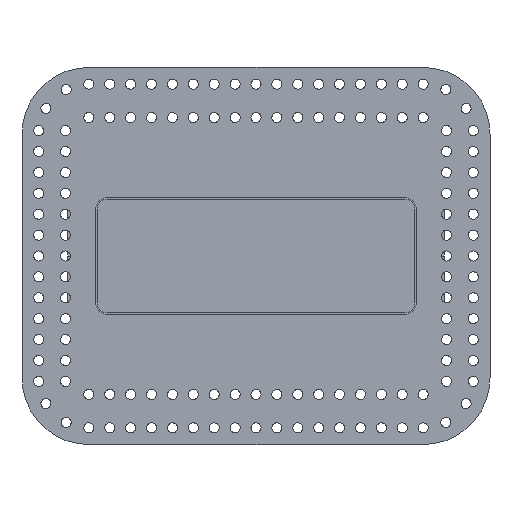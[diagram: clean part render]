
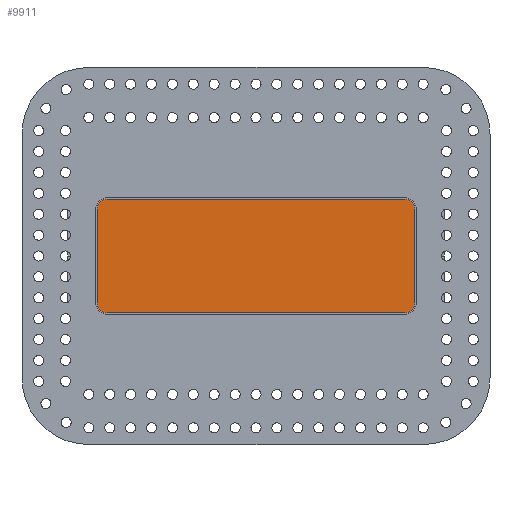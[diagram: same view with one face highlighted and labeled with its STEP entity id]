
A CAD part, front view. The second image highlights one B-rep face of the part: STEP entity #9911.
In plain terms, the highlighted planar face has unit normal (0, -1, 0).
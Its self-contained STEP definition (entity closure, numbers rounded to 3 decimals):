
#1467=LINE('',#16392,#2397);
#1468=LINE('',#16396,#2398);
#1469=LINE('',#16400,#2399);
#1470=LINE('',#16403,#2400);
#2397=VECTOR('',#13623,178.);
#2398=VECTOR('',#13626,56.);
#2399=VECTOR('',#13629,178.);
#2400=VECTOR('',#13632,56.);
#2895=FACE_OUTER_BOUND('',#3693,.T.);
#3693=EDGE_LOOP('',(#9105,#9106,#9107,#9108,#9109,#9110,#9111,#9112));
#4135=CIRCLE('',#10855,6.);
#4136=CIRCLE('',#10856,6.);
#4137=CIRCLE('',#10857,6.);
#4138=CIRCLE('',#10858,6.);
#5027=VERTEX_POINT('',#16388);
#5028=VERTEX_POINT('',#16389);
#5029=VERTEX_POINT('',#16391);
#5030=VERTEX_POINT('',#16393);
#5031=VERTEX_POINT('',#16395);
#5032=VERTEX_POINT('',#16397);
#5033=VERTEX_POINT('',#16399);
#5034=VERTEX_POINT('',#16401);
#6389=EDGE_CURVE('',#5027,#5028,#4135,.T.);
#6390=EDGE_CURVE('',#5028,#5029,#1467,.T.);
#6391=EDGE_CURVE('',#5029,#5030,#4136,.T.);
#6392=EDGE_CURVE('',#5030,#5031,#1468,.T.);
#6393=EDGE_CURVE('',#5031,#5032,#4137,.T.);
#6394=EDGE_CURVE('',#5032,#5033,#1469,.T.);
#6395=EDGE_CURVE('',#5033,#5034,#4138,.T.);
#6396=EDGE_CURVE('',#5034,#5027,#1470,.T.);
#9105=ORIENTED_EDGE('',*,*,#6389,.T.);
#9106=ORIENTED_EDGE('',*,*,#6390,.T.);
#9107=ORIENTED_EDGE('',*,*,#6391,.T.);
#9108=ORIENTED_EDGE('',*,*,#6392,.T.);
#9109=ORIENTED_EDGE('',*,*,#6393,.T.);
#9110=ORIENTED_EDGE('',*,*,#6394,.T.);
#9111=ORIENTED_EDGE('',*,*,#6395,.T.);
#9112=ORIENTED_EDGE('',*,*,#6396,.T.);
#9423=PLANE('',#10854);
#9911=ADVANCED_FACE('',(#2895),#9423,.T.);
#10854=AXIS2_PLACEMENT_3D('',#16387,#13619,#13620);
#10855=AXIS2_PLACEMENT_3D('',#16390,#13621,#13622);
#10856=AXIS2_PLACEMENT_3D('',#16394,#13624,#13625);
#10857=AXIS2_PLACEMENT_3D('',#16398,#13627,#13628);
#10858=AXIS2_PLACEMENT_3D('',#16402,#13630,#13631);
#13619=DIRECTION('center_axis',(0.,-1.,0.));
#13620=DIRECTION('ref_axis',(-1.,0.,0.));
#13621=DIRECTION('center_axis',(0.,-1.,0.));
#13622=DIRECTION('ref_axis',(-1.,0.,0.));
#13623=DIRECTION('',(1.,0.,0.));
#13624=DIRECTION('center_axis',(0.,-1.,0.));
#13625=DIRECTION('ref_axis',(0.,0.,-1.));
#13626=DIRECTION('',(0.,0.,1.));
#13627=DIRECTION('center_axis',(0.,-1.,0.));
#13628=DIRECTION('ref_axis',(1.,0.,0.));
#13629=DIRECTION('',(-1.,0.,0.));
#13630=DIRECTION('center_axis',(0.,-1.,0.));
#13631=DIRECTION('ref_axis',(0.,0.,1.));
#13632=DIRECTION('',(0.,0.,-1.));
#16387=CARTESIAN_POINT('Origin',(150.7,-44.75,-9.25));
#16388=CARTESIAN_POINT('',(154.5,-44.75,-37.25));
#16389=CARTESIAN_POINT('',(160.5,-44.75,-43.25));
#16390=CARTESIAN_POINT('Origin',(160.5,-44.75,-37.25));
#16391=CARTESIAN_POINT('',(338.5,-44.75,-43.25));
#16392=CARTESIAN_POINT('',(160.5,-44.75,-43.25));
#16393=CARTESIAN_POINT('',(344.5,-44.75,-37.25));
#16394=CARTESIAN_POINT('Origin',(338.5,-44.75,-37.25));
#16395=CARTESIAN_POINT('',(344.5,-44.75,18.75));
#16396=CARTESIAN_POINT('',(344.5,-44.75,-37.25));
#16397=CARTESIAN_POINT('',(338.5,-44.75,24.75));
#16398=CARTESIAN_POINT('Origin',(338.5,-44.75,18.75));
#16399=CARTESIAN_POINT('',(160.5,-44.75,24.75));
#16400=CARTESIAN_POINT('',(338.5,-44.75,24.75));
#16401=CARTESIAN_POINT('',(154.5,-44.75,18.75));
#16402=CARTESIAN_POINT('Origin',(160.5,-44.75,18.75));
#16403=CARTESIAN_POINT('',(154.5,-44.75,18.75));
